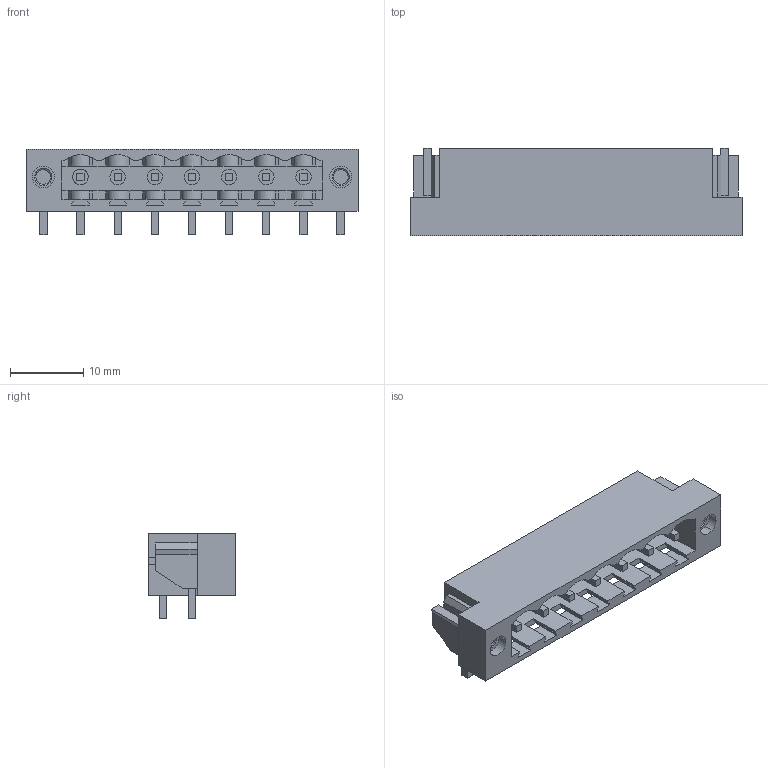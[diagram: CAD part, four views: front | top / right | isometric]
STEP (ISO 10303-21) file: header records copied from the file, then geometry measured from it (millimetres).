
FILE_DESCRIPTION(('CATIA V5 STEP Exchange','CAx-IF Rec.Pracs.--- Model Styling and Organization---1.4--- 2014-01-23'),'2;1');
FILE_NAME ('D1458222_1_1876900000_1876900000.stp','2023-05-08T12:52:03+00:00',('none'),('Weidmueller'),'CATIA Version 5-6 Release 2016 SP3 HF44','CATIA V5 STEP AP214','none');
FILE_SCHEMA(('AUTOMOTIVE_DESIGN { 1 0 10303 214 1 1 1 1 }'));
Length unit declared in the file: millimetre
Products named in the file (1): 1876900000
Bounding box: 45.36 x 12 x 11.7 mm (x, y, z)
Volume: 1892.3 mm3; surface area: 4397.2 mm2
Topology: 12 solids, 12 shells, 503 faces, 1479 edges, 988 vertices
Faces by surface type: plane 416, cylinder 79, cone 8
Entity records: 16162 total; most frequent: CARTESIAN_POINT 3130, ORIENTED_EDGE 2958, DIRECTION 2064, EDGE_CURVE 1479, VECTOR 1251, LINE 1251, VERTEX_POINT 988, EDGE_LOOP 531
